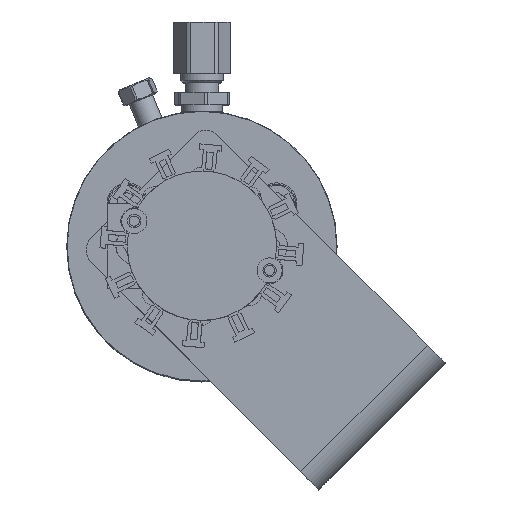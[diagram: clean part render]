
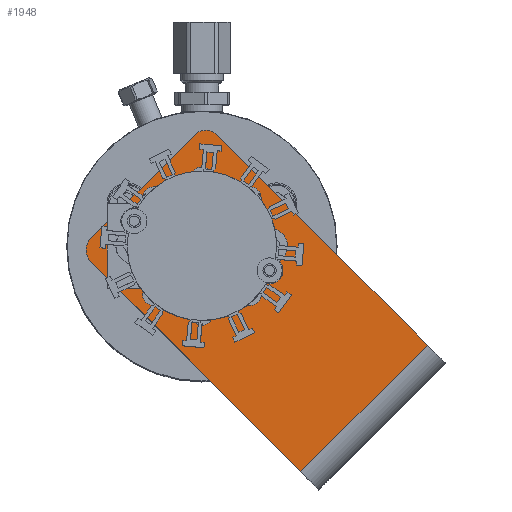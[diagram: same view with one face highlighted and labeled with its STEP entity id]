
A CAD part, top view. The second image highlights one B-rep face of the part: STEP entity #1948.
In plain terms, the highlighted planar face has unit normal (0, 0, 1).
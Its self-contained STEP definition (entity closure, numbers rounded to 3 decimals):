
#1458=CARTESIAN_POINT('',(-7.453,7.453,67.885));
#1459=VERTEX_POINT('',#1458);
#1460=CARTESIAN_POINT('',(-8.98,8.98,67.885));
#1461=DIRECTION('',(0.,0.,-1.0));
#1462=DIRECTION('',(0.707,-0.707,0.));
#1463=AXIS2_PLACEMENT_3D('',#1460,#1461,#1462);
#1464=CIRCLE('',#1463,2.16);
#1465=EDGE_CURVE('',#1459,#1459,#1464,.T.);
#1486=CARTESIAN_POINT('',(7.453,7.453,67.885));
#1487=VERTEX_POINT('',#1486);
#1488=CARTESIAN_POINT('',(8.98,8.98,67.885));
#1489=DIRECTION('',(0.,0.,-1.0));
#1490=DIRECTION('',(-0.707,-0.707,0.));
#1491=AXIS2_PLACEMENT_3D('',#1488,#1489,#1490);
#1492=CIRCLE('',#1491,2.16);
#1493=EDGE_CURVE('',#1487,#1487,#1492,.T.);
#1514=CARTESIAN_POINT('',(0.,-10.54,67.885));
#1515=VERTEX_POINT('',#1514);
#1516=CARTESIAN_POINT('',(0.,-12.7,67.885));
#1517=DIRECTION('',(0.0,0.0,-1.0));
#1518=DIRECTION('',(0.0,1.0,0.0));
#1519=AXIS2_PLACEMENT_3D('',#1516,#1517,#1518);
#1520=CIRCLE('',#1519,2.16);
#1521=EDGE_CURVE('',#1515,#1515,#1520,.T.);
#1542=CARTESIAN_POINT('',(6.744,6.744,67.885));
#1543=VERTEX_POINT('',#1542);
#1544=CARTESIAN_POINT('',(0.,0.,67.885));
#1545=DIRECTION('',(0.,0.,-1.0));
#1546=DIRECTION('',(0.707,0.707,0.));
#1547=AXIS2_PLACEMENT_3D('',#1544,#1545,#1546);
#1548=CIRCLE('',#1547,9.538);
#1549=EDGE_CURVE('',#1543,#1543,#1548,.T.);
#1570=CARTESIAN_POINT('',(-1.438,20.833,67.885));
#1571=VERTEX_POINT('',#1570);
#1572=CARTESIAN_POINT('',(2.875,20.833,67.885));
#1573=VERTEX_POINT('',#1572);
#1574=CARTESIAN_POINT('',(0.718,18.676,67.885));
#1575=DIRECTION('',(0.0,0.0,-1.0));
#1576=DIRECTION('',(0.0,1.0,0.0));
#1577=AXIS2_PLACEMENT_3D('',#1574,#1575,#1576);
#1578=CIRCLE('',#1577,3.05);
#1579=EDGE_CURVE('',#1571,#1573,#1578,.T.);
#1834=CARTESIAN_POINT('',(0.718,22.989,67.885));
#1835=DIRECTION('',(0.0,0.0,1.0));
#1836=DIRECTION('',(0.707,0.707,0.0));
#1837=AXIS2_PLACEMENT_3D('',#1834,#1835,#1836);
#1838=PLANE('',#1837);
#1839=CARTESIAN_POINT('',(42.24,-18.532,67.885));
#1840=VERTEX_POINT('',#1839);
#1841=CARTESIAN_POINT('',(18.532,-42.24,67.885));
#1842=VERTEX_POINT('',#1841);
#1843=CARTESIAN_POINT('',(42.24,-18.532,67.885));
#1844=DIRECTION('',(-0.707,-0.707,0.));
#1845=VECTOR('',#1844,33.528);
#1846=LINE('',#1843,#1845);
#1847=EDGE_CURVE('',#1840,#1842,#1846,.T.);
#1848=ORIENTED_EDGE('',*,*,#1847,.F.);
#1849=CARTESIAN_POINT('',(2.875,20.833,67.885));
#1850=DIRECTION('',(0.707,-0.707,0.));
#1851=VECTOR('',#1850,55.67);
#1852=LINE('',#1849,#1851);
#1853=EDGE_CURVE('',#1573,#1840,#1852,.T.);
#1854=ORIENTED_EDGE('',*,*,#1853,.F.);
#1855=ORIENTED_EDGE('',*,*,#1579,.F.);
#1856=CARTESIAN_POINT('',(-20.833,1.438,67.885));
#1857=VERTEX_POINT('',#1856);
#1858=CARTESIAN_POINT('',(-1.438,20.833,67.885));
#1859=DIRECTION('',(-0.707,-0.707,0.));
#1860=VECTOR('',#1859,27.428);
#1861=LINE('',#1858,#1860);
#1862=EDGE_CURVE('',#1571,#1857,#1861,.T.);
#1863=ORIENTED_EDGE('',*,*,#1862,.T.);
#1864=CARTESIAN_POINT('',(-20.833,-2.875,67.885));
#1865=VERTEX_POINT('',#1864);
#1866=CARTESIAN_POINT('',(-18.676,-0.718,67.885));
#1867=DIRECTION('',(0.0,0.0,-1.0));
#1868=DIRECTION('',(-1.0,0.0,0.0));
#1869=AXIS2_PLACEMENT_3D('',#1866,#1867,#1868);
#1870=CIRCLE('',#1869,3.05);
#1871=EDGE_CURVE('',#1865,#1857,#1870,.T.);
#1872=ORIENTED_EDGE('',*,*,#1871,.F.);
#1873=CARTESIAN_POINT('',(-20.833,-2.875,67.885));
#1874=DIRECTION('',(0.707,-0.707,0.));
#1875=VECTOR('',#1874,55.67);
#1876=LINE('',#1873,#1875);
#1877=EDGE_CURVE('',#1865,#1842,#1876,.T.);
#1878=ORIENTED_EDGE('',*,*,#1877,.T.);
#1879=EDGE_LOOP('',(#1848,#1854,#1855,#1863,#1872,#1878));
#1880=FACE_OUTER_BOUND('',#1879,.T.);
#1881=CARTESIAN_POINT('',(-10.54,0.,67.885));
#1882=VERTEX_POINT('',#1881);
#1883=CARTESIAN_POINT('',(-12.7,0.,67.885));
#1884=DIRECTION('',(0.0,0.0,-1.0));
#1885=DIRECTION('',(1.0,0.0,0.0));
#1886=AXIS2_PLACEMENT_3D('',#1883,#1884,#1885);
#1887=CIRCLE('',#1886,2.16);
#1888=EDGE_CURVE('',#1882,#1882,#1887,.T.);
#1889=ORIENTED_EDGE('',*,*,#1888,.T.);
#1890=EDGE_LOOP('',(#1889));
#1891=FACE_BOUND('',#1890,.T.);
#1892=ORIENTED_EDGE('',*,*,#1465,.T.);
#1893=EDGE_LOOP('',(#1892));
#1894=FACE_BOUND('',#1893,.T.);
#1895=CARTESIAN_POINT('',(0.,10.54,67.885));
#1896=VERTEX_POINT('',#1895);
#1897=CARTESIAN_POINT('',(0.,12.7,67.885));
#1898=DIRECTION('',(0.0,0.0,-1.0));
#1899=DIRECTION('',(0.0,-1.0,0.0));
#1900=AXIS2_PLACEMENT_3D('',#1897,#1898,#1899);
#1901=CIRCLE('',#1900,2.16);
#1902=EDGE_CURVE('',#1896,#1896,#1901,.T.);
#1903=ORIENTED_EDGE('',*,*,#1902,.T.);
#1904=EDGE_LOOP('',(#1903));
#1905=FACE_BOUND('',#1904,.T.);
#1906=ORIENTED_EDGE('',*,*,#1493,.T.);
#1907=EDGE_LOOP('',(#1906));
#1908=FACE_BOUND('',#1907,.T.);
#1909=CARTESIAN_POINT('',(10.54,0.,67.885));
#1910=VERTEX_POINT('',#1909);
#1911=CARTESIAN_POINT('',(12.7,0.,67.885));
#1912=DIRECTION('',(0.0,0.0,-1.0));
#1913=DIRECTION('',(-1.0,0.0,0.0));
#1914=AXIS2_PLACEMENT_3D('',#1911,#1912,#1913);
#1915=CIRCLE('',#1914,2.16);
#1916=EDGE_CURVE('',#1910,#1910,#1915,.T.);
#1917=ORIENTED_EDGE('',*,*,#1916,.T.);
#1918=EDGE_LOOP('',(#1917));
#1919=FACE_BOUND('',#1918,.T.);
#1920=CARTESIAN_POINT('',(7.453,-7.453,67.885));
#1921=VERTEX_POINT('',#1920);
#1922=CARTESIAN_POINT('',(8.98,-8.98,67.885));
#1923=DIRECTION('',(0.,0.,-1.0));
#1924=DIRECTION('',(-0.707,0.707,0.));
#1925=AXIS2_PLACEMENT_3D('',#1922,#1923,#1924);
#1926=CIRCLE('',#1925,2.16);
#1927=EDGE_CURVE('',#1921,#1921,#1926,.T.);
#1928=ORIENTED_EDGE('',*,*,#1927,.T.);
#1929=EDGE_LOOP('',(#1928));
#1930=FACE_BOUND('',#1929,.T.);
#1931=ORIENTED_EDGE('',*,*,#1521,.T.);
#1932=EDGE_LOOP('',(#1931));
#1933=FACE_BOUND('',#1932,.T.);
#1934=CARTESIAN_POINT('',(-7.453,-7.453,67.885));
#1935=VERTEX_POINT('',#1934);
#1936=CARTESIAN_POINT('',(-8.98,-8.98,67.885));
#1937=DIRECTION('',(0.,0.,-1.0));
#1938=DIRECTION('',(0.707,0.707,0.));
#1939=AXIS2_PLACEMENT_3D('',#1936,#1937,#1938);
#1940=CIRCLE('',#1939,2.16);
#1941=EDGE_CURVE('',#1935,#1935,#1940,.T.);
#1942=ORIENTED_EDGE('',*,*,#1941,.T.);
#1943=EDGE_LOOP('',(#1942));
#1944=FACE_BOUND('',#1943,.T.);
#1945=ORIENTED_EDGE('',*,*,#1549,.T.);
#1946=EDGE_LOOP('',(#1945));
#1947=FACE_BOUND('',#1946,.T.);
#1948=ADVANCED_FACE('',(#1880,#1891,#1894,#1905,#1908,#1919,#1930,#1933,#1944,#1947),#1838,.T.);
